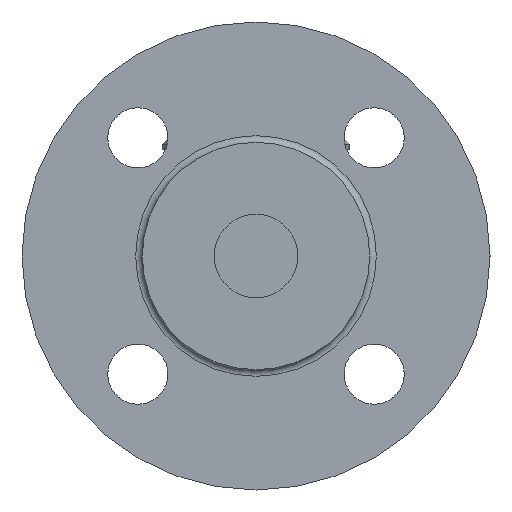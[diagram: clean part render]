
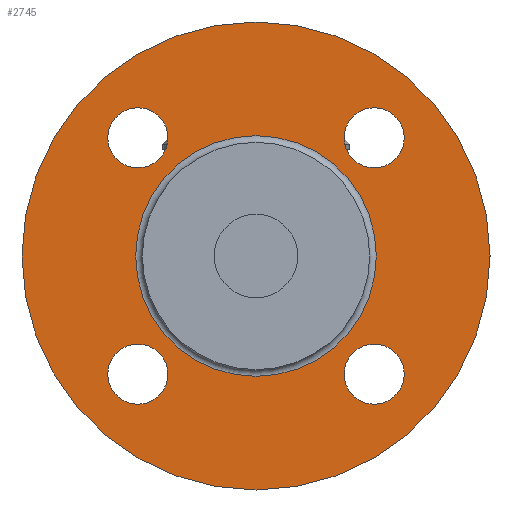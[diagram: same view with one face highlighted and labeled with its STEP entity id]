
A CAD part, left-side view. The second image highlights one B-rep face of the part: STEP entity #2745.
In plain terms, the highlighted planar face has unit normal (-1, 0, 0).
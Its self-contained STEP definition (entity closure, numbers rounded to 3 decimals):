
#144=FACE_BOUND('',#478,.T.);
#145=FACE_BOUND('',#479,.T.);
#146=FACE_BOUND('',#480,.T.);
#147=FACE_BOUND('',#481,.T.);
#148=FACE_BOUND('',#482,.T.);
#170=PLANE('',#2985);
#290=FACE_OUTER_BOUND('',#477,.T.);
#477=EDGE_LOOP('',(#1946));
#478=EDGE_LOOP('',(#1947));
#479=EDGE_LOOP('',(#1948));
#480=EDGE_LOOP('',(#1949));
#481=EDGE_LOOP('',(#1950));
#482=EDGE_LOOP('',(#1951));
#1022=CIRCLE('',#2951,9.);
#1024=CIRCLE('',#2954,9.);
#1026=CIRCLE('',#2957,9.);
#1028=CIRCLE('',#2960,9.);
#1036=CIRCLE('',#2972,70.);
#1042=CIRCLE('',#2982,36.);
#1170=VERTEX_POINT('',#4140);
#1172=VERTEX_POINT('',#4146);
#1174=VERTEX_POINT('',#4152);
#1176=VERTEX_POINT('',#4158);
#1184=VERTEX_POINT('',#4180);
#1189=VERTEX_POINT('',#4197);
#1452=EDGE_CURVE('',#1170,#1170,#1022,.T.);
#1455=EDGE_CURVE('',#1172,#1172,#1024,.T.);
#1458=EDGE_CURVE('',#1174,#1174,#1026,.T.);
#1461=EDGE_CURVE('',#1176,#1176,#1028,.T.);
#1471=EDGE_CURVE('',#1184,#1184,#1036,.T.);
#1479=EDGE_CURVE('',#1189,#1189,#1042,.T.);
#1946=ORIENTED_EDGE('',*,*,#1471,.T.);
#1947=ORIENTED_EDGE('',*,*,#1452,.T.);
#1948=ORIENTED_EDGE('',*,*,#1455,.T.);
#1949=ORIENTED_EDGE('',*,*,#1458,.T.);
#1950=ORIENTED_EDGE('',*,*,#1461,.T.);
#1951=ORIENTED_EDGE('',*,*,#1479,.F.);
#2745=ADVANCED_FACE('',(#290,#144,#145,#146,#147,#148),#170,.T.);
#2951=AXIS2_PLACEMENT_3D('',#4141,#3326,#3327);
#2954=AXIS2_PLACEMENT_3D('',#4147,#3333,#3334);
#2957=AXIS2_PLACEMENT_3D('',#4153,#3340,#3341);
#2960=AXIS2_PLACEMENT_3D('',#4159,#3347,#3348);
#2972=AXIS2_PLACEMENT_3D('',#4181,#3373,#3374);
#2982=AXIS2_PLACEMENT_3D('',#4198,#3395,#3396);
#2985=AXIS2_PLACEMENT_3D('',#4202,#3401,#3402);
#3326=DIRECTION('center_axis',(1.,0.,0.));
#3327=DIRECTION('ref_axis',(0.,-1.,0.));
#3333=DIRECTION('center_axis',(1.,0.,0.));
#3334=DIRECTION('ref_axis',(0.,0.,-1.));
#3340=DIRECTION('center_axis',(1.,0.,0.));
#3341=DIRECTION('ref_axis',(0.,1.,0.));
#3347=DIRECTION('center_axis',(1.,0.,0.));
#3348=DIRECTION('ref_axis',(0.,0.,1.));
#3373=DIRECTION('center_axis',(-1.,0.,0.));
#3374=DIRECTION('ref_axis',(0.,0.,1.));
#3395=DIRECTION('center_axis',(-1.,0.,0.));
#3396=DIRECTION('ref_axis',(0.,0.,
-1.));
#3401=DIRECTION('center_axis',(-1.,0.,0.));
#3402=DIRECTION('ref_axis',(0.,0.,1.));
#4140=CARTESIAN_POINT('',(-78.,-26.355,-35.355));
#4141=CARTESIAN_POINT('Origin',(-78.,-35.355,-35.355));
#4146=CARTESIAN_POINT('',(-78.,35.355,-26.355));
#4147=CARTESIAN_POINT('Origin',(-78.,35.355,-35.355));
#4152=CARTESIAN_POINT('',(-78.,26.355,35.355));
#4153=CARTESIAN_POINT('Origin',(-78.,35.355,35.355));
#4158=CARTESIAN_POINT('',(-78.,-35.355,26.355));
#4159=CARTESIAN_POINT('Origin',(-78.,-35.355,35.355));
#4180=CARTESIAN_POINT('',(-78.,0.,-70.));
#4181=CARTESIAN_POINT('Origin',(-78.,0.,0.));
#4197=CARTESIAN_POINT('',(-78.,0.,-36.));
#4198=CARTESIAN_POINT('Origin',(-78.,0.,0.));
#4202=CARTESIAN_POINT('Origin',(-78.,0.,52.));
